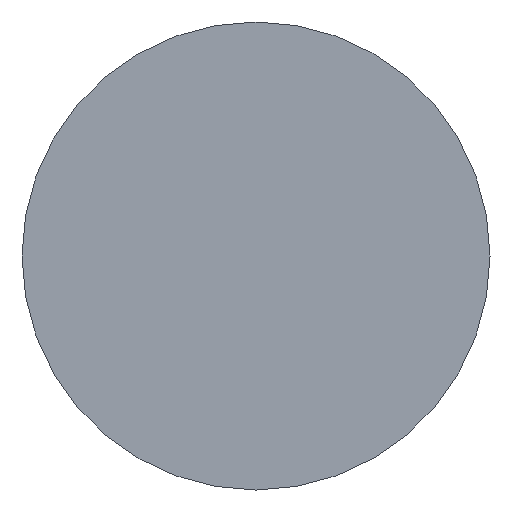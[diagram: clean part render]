
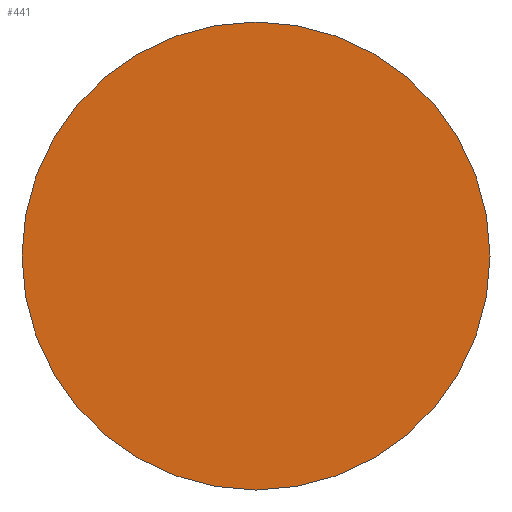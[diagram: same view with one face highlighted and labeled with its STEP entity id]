
A CAD part, front view. The second image highlights one B-rep face of the part: STEP entity #441.
In plain terms, the highlighted planar face has unit normal (0, -1, 0).
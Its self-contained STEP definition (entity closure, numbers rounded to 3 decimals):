
#223=VERTEX_POINT('',#531);
#235=EDGE_CURVE('',#223,#257,#545,.T.);
#257=VERTEX_POINT('',#568);
#265=EDGE_CURVE('',#257,#223,#576,.T.);
#441=ADVANCED_FACE('',(#777),#778,.T.);
#531=CARTESIAN_POINT('',(-50.0,-60.0,0.0));
#545=CIRCLE('',#901,50.0);
#568=CARTESIAN_POINT('',(50.0,-60.0,0.));
#576=CIRCLE('',#941,50.0);
#777=FACE_OUTER_BOUND('',#1203,.T.);
#778=PLANE('',#1204);
#901=AXIS2_PLACEMENT_3D('',#1310,#1311,#1312);
#941=AXIS2_PLACEMENT_3D('',#1335,#1336,#1337);
#1203=EDGE_LOOP('',(#1592,#1593));
#1204=AXIS2_PLACEMENT_3D('',#1594,#1595,#1596);
#1310=CARTESIAN_POINT('',(0.,-60.0,0.0));
#1311=DIRECTION('',(0.,-1.0,0.0));
#1312=DIRECTION('',(-1.0,0.,0.0));
#1335=CARTESIAN_POINT('',(0.,-60.0,0.0));
#1336=DIRECTION('',(0.,-1.0,0.0));
#1337=DIRECTION('',(-1.0,0.,0.0));
#1592=ORIENTED_EDGE('',*,*,#235,.T.);
#1593=ORIENTED_EDGE('',*,*,#265,.T.);
#1594=CARTESIAN_POINT('',(0.,-60.0,0.0));
#1595=DIRECTION('',(0.,-1.0,0.0));
#1596=DIRECTION('',(-1.0,0.,0.0));
